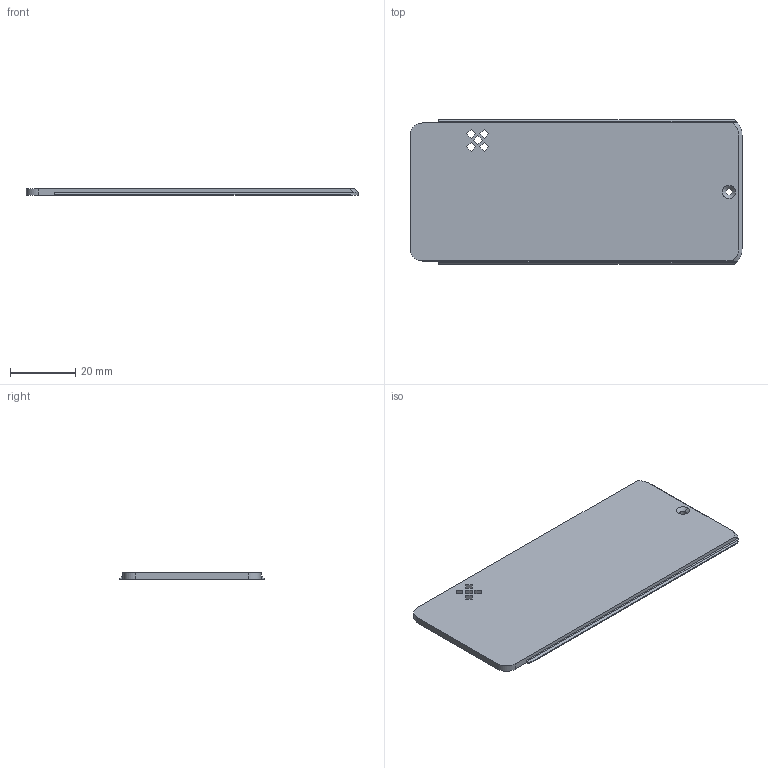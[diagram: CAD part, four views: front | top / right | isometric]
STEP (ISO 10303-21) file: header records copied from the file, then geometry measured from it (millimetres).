
FILE_DESCRIPTION((''),'2;1');
FILE_NAME('SPEAKER-TOPSHELL','2025-10-27T',('Katasa'),(''),'PRO/ENGINEER BY PARAMETRIC TECHNOLOGY CORPORATION, 2014310','PRO/ENGINEER BY PARAMETRIC TECHNOLOGY CORPORATION, 2014310','');
FILE_SCHEMA(('CONFIG_CONTROL_DESIGN'));
Length unit declared in the file: millimetre
Products named in the file (1): SPEAKER-TOPSHELL
Bounding box: 101.59 x 44.23 x 2 mm (x, y, z)
Volume: 8613.7 mm3; surface area: 9457.4 mm2
Topology: 1 solids, 1 shells, 45 faces, 125 edges, 82 vertices
Faces by surface type: plane 35, cylinder 6, cone 4
Entity records: 1486 total; most frequent: CARTESIAN_POINT 259, ORIENTED_EDGE 250, DIRECTION 229, EDGE_CURVE 125, VECTOR 103, LINE 103, VERTEX_POINT 82, AXIS2_PLACEMENT_3D 63
